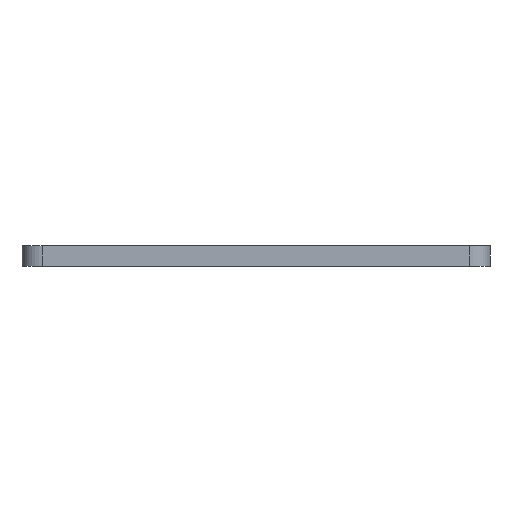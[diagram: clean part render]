
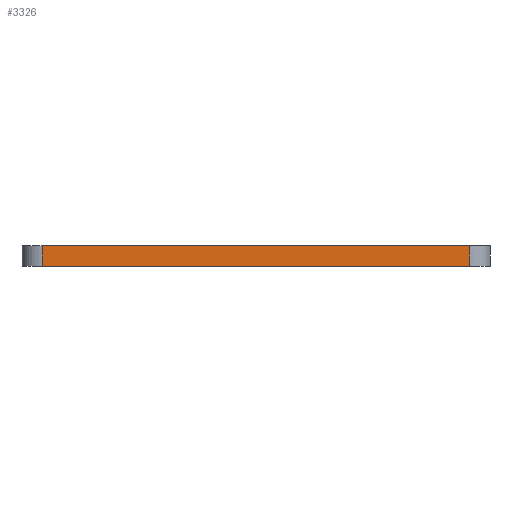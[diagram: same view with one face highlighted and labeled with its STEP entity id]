
A CAD part, left-side view. The second image highlights one B-rep face of the part: STEP entity #3326.
In plain terms, the highlighted planar face has unit normal (-1, 0, 0).
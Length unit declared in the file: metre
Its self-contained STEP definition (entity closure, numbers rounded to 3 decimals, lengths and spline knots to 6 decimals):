
#137=LINE('',#4706,#423);
#213=LINE('',#4996,#499);
#214=LINE('',#4998,#500);
#215=LINE('',#5000,#501);
#423=VECTOR('',#3815,1.);
#499=VECTOR('',#3963,1.);
#500=VECTOR('',#3966,1.);
#501=VECTOR('',#3967,1.);
#987=ORIENTED_EDGE('',*,*,#1876,.F.);
#988=ORIENTED_EDGE('',*,*,#1999,.F.);
#989=ORIENTED_EDGE('',*,*,#2000,.T.);
#990=ORIENTED_EDGE('',*,*,#2001,.T.);
#1876=EDGE_CURVE('',#2384,#2385,#137,.T.);
#1999=EDGE_CURVE('',#2505,#2384,#213,.T.);
#2000=EDGE_CURVE('',#2505,#2506,#214,.T.);
#2001=EDGE_CURVE('',#2506,#2385,#215,.T.);
#2384=VERTEX_POINT('',#4705);
#2385=VERTEX_POINT('',#4707);
#2505=VERTEX_POINT('',#4995);
#2506=VERTEX_POINT('',#4999);
#2810=EDGE_LOOP('',(#987,#988,#989,#990));
#3038=FACE_BOUND('',#2810,.T.);
#3249=PLANE('',#3575);
#3326=ADVANCED_FACE('',(#3038),#3249,.T.);
#3575=AXIS2_PLACEMENT_3D('',#4997,#3964,#3965);
#3815=DIRECTION('',(0.,-1.,0.));
#3963=DIRECTION('',(0.,0.,1.));
#3964=DIRECTION('',(-1.,0.,0.));
#3965=DIRECTION('',(0.,0.,1.));
#3966=DIRECTION('',(0.,-1.,0.));
#3967=DIRECTION('',(0.,0.,1.));
#4705=CARTESIAN_POINT('',(-0.058044,0.031325,0.));
#4706=CARTESIAN_POINT('',(-0.058044,-0.000175,0.));
#4707=CARTESIAN_POINT('',(-0.058044,-0.031675,0.));
#4995=CARTESIAN_POINT('',(-0.058044,0.031325,-0.003));
#4996=CARTESIAN_POINT('',(-0.058044,0.031325,-0.003));
#4997=CARTESIAN_POINT('',(-0.058044,-0.000175,-0.003));
#4998=CARTESIAN_POINT('',(-0.058044,-0.000175,-0.003));
#4999=CARTESIAN_POINT('',(-0.058044,-0.031675,-0.003));
#5000=CARTESIAN_POINT('',(-0.058044,-0.031675,-0.003));
